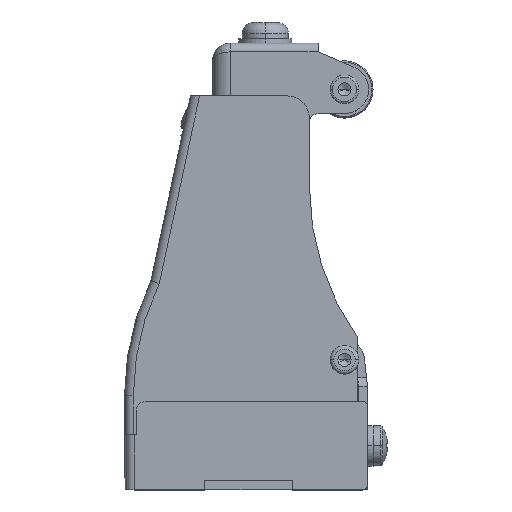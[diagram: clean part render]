
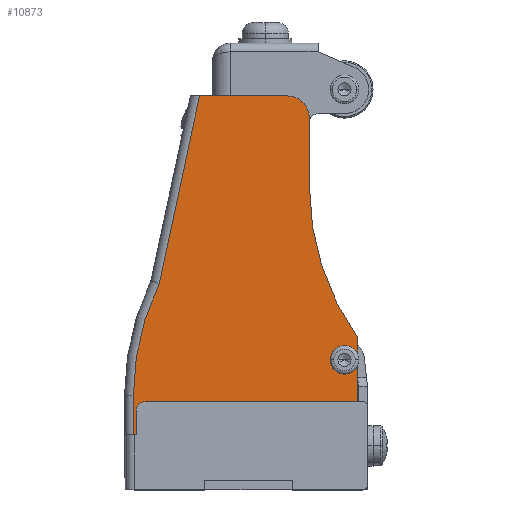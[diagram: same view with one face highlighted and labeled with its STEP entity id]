
A CAD part, top view. The second image highlights one B-rep face of the part: STEP entity #10873.
In plain terms, the highlighted planar face has unit normal (0, 0, 1).
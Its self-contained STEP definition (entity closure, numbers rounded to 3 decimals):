
#215 = CARTESIAN_POINT ( 'NONE',  ( 10., 0., 20. ) ) ;
#573 = CARTESIAN_POINT ( 'NONE',  ( 21., -77., 20. ) ) ;
#1096 = DIRECTION ( 'NONE',  ( 1., 0., 0. ) ) ;
#1367 = VECTOR ( 'NONE', #15079, 1000. ) ;
#1458 = DIRECTION ( 'NONE',  ( 1., 0., 0. ) ) ;
#1739 = EDGE_CURVE ( 'NONE', #16424, #10996, #7608, .T. ) ;
#1902 = LINE ( 'NONE', #215, #1367 ) ;
#2210 = FACE_OUTER_BOUND ( 'NONE', #7376, .T. ) ;
#2507 = CARTESIAN_POINT ( 'NONE',  ( -30., -77., 20. ) ) ;
#2578 = VECTOR ( 'NONE', #9486, 1000. ) ;
#2740 = VERTEX_POINT ( 'NONE', #12449 ) ;
#2778 = EDGE_CURVE ( 'NONE', #13592, #9329, #12754, .T. ) ;
#2811 = DIRECTION ( 'NONE',  ( 0., 0., 1. ) ) ;
#3081 = AXIS2_PLACEMENT_3D ( 'NONE', #4497, #2811, #1096 ) ;
#3155 = DIRECTION ( 'NONE',  ( 0., 0., 1. ) ) ;
#3168 = EDGE_CURVE ( 'NONE', #13983, #13592, #7966, .T. ) ;
#3240 = ORIENTED_EDGE ( 'NONE', *, *, #4740, .T. ) ;
#3259 = AXIS2_PLACEMENT_3D ( 'NONE', #10713, #9033, #7319 ) ;
#3317 = ORIENTED_EDGE ( 'NONE', *, *, #15600, .T. ) ;
#3356 = VERTEX_POINT ( 'NONE', #573 ) ;
#3460 = VECTOR ( 'NONE', #4237, 1000. ) ;
#3472 = CARTESIAN_POINT ( 'NONE',  ( -24.095, -42.657, 20. ) ) ;
#4108 = DIRECTION ( 'NONE',  ( 1., 0., 0. ) ) ;
#4237 = DIRECTION ( 'NONE',  ( 0., -1., 0. ) ) ;
#4266 = DIRECTION ( 'NONE',  ( 0., 1., 0. ) ) ;
#4331 = ORIENTED_EDGE ( 'NONE', *, *, #7578, .F. ) ;
#4497 = CARTESIAN_POINT ( 'NONE',  ( 28., -68.153, 20. ) ) ;
#4618 = ORIENTED_EDGE ( 'NONE', *, *, #1739, .T. ) ;
#4740 = EDGE_CURVE ( 'NONE', #9329, #15107, #12880, .T. ) ;
#5169 = CARTESIAN_POINT ( 'NONE',  ( -30., -68.153, 20. ) ) ;
#5438 = ORIENTED_EDGE ( 'NONE', *, *, #15696, .F. ) ;
#5456 = CARTESIAN_POINT ( 'NONE',  ( 5., 0., 20. ) ) ;
#5538 = EDGE_LOOP ( 'NONE', ( #4331, #5438 ) ) ;
#5799 = CARTESIAN_POINT ( 'NONE',  ( 21., -77., 20. ) ) ;
#5837 = AXIS2_PLACEMENT_3D ( 'NONE', #6547, #3155, #1458 ) ;
#5927 = CARTESIAN_POINT ( 'NONE',  ( -30., -77., 20. ) ) ;
#5955 = CARTESIAN_POINT ( 'NONE',  ( 21., -55., 20. ) ) ;
#6193 = PLANE ( 'NONE',  #3081 ) ;
#6547 = CARTESIAN_POINT ( 'NONE',  ( 18., -60., 20. ) ) ;
#6898 = VERTEX_POINT ( 'NONE', #16479 ) ;
#7028 = CIRCLE ( 'NONE', #3259, 2.55 ) ;
#7209 = EDGE_CURVE ( 'NONE', #10372, #2740, #13388, .T. ) ;
#7319 = DIRECTION ( 'NONE',  ( 1., 0., 0. ) ) ;
#7328 = DIRECTION ( 'NONE',  ( 1., 0., 0. ) ) ;
#7376 = EDGE_LOOP ( 'NONE', ( #8792, #10342, #11978, #3240, #3317, #4618, #14080, #8131, #10505 ) ) ;
#7475 = LINE ( 'NONE', #5799, #11704 ) ;
#7578 = EDGE_CURVE ( 'NONE', #9899, #6898, #7028, .T. ) ;
#7608 = LINE ( 'NONE', #5927, #3460 ) ;
#7641 = LINE ( 'NONE', #5955, #15458 ) ;
#7966 = CIRCLE ( 'NONE', #13206, 5. ) ;
#8131 = ORIENTED_EDGE ( 'NONE', *, *, #16373, .T. ) ;
#8372 = EDGE_CURVE ( 'NONE', #10996, #3356, #7475, .T. ) ;
#8792 = ORIENTED_EDGE ( 'NONE', *, *, #10847, .T. ) ;
#8863 = AXIS2_PLACEMENT_3D ( 'NONE', #13163, #11467, #9759 ) ;
#9033 = DIRECTION ( 'NONE',  ( 0., 0., 1. ) ) ;
#9040 = DIRECTION ( 'NONE',  ( 0., 0., 1. ) ) ;
#9191 = CARTESIAN_POINT ( 'NONE',  ( 10., -5., 20. ) ) ;
#9329 = VERTEX_POINT ( 'NONE', #11238 ) ;
#9359 = DIRECTION ( 'NONE',  ( -1., 0., 0. ) ) ;
#9486 = DIRECTION ( 'NONE',  ( -0.21, -0.978, 0. ) ) ;
#9759 = DIRECTION ( 'NONE',  ( 1., 0., 0. ) ) ;
#9899 = VERTEX_POINT ( 'NONE', #14242 ) ;
#10342 = ORIENTED_EDGE ( 'NONE', *, *, #3168, .T. ) ;
#10372 = VERTEX_POINT ( 'NONE', #15997 ) ;
#10505 = ORIENTED_EDGE ( 'NONE', *, *, #7209, .T. ) ;
#10646 = FACE_BOUND ( 'NONE', #5538, .T. ) ;
#10713 = CARTESIAN_POINT ( 'NONE',  ( 18., -60., 20. ) ) ;
#10723 = CARTESIAN_POINT ( 'NONE',  ( 28., -68.153, 20. ) ) ;
#10847 = EDGE_CURVE ( 'NONE', #2740, #13983, #1902, .T. ) ;
#10873 = ADVANCED_FACE ( 'NONE', ( #10646, #2210 ), #6193, .T. ) ;
#10996 = VERTEX_POINT ( 'NONE', #2507 ) ;
#11048 = CARTESIAN_POINT ( 'NONE',  ( -17., 0., 20. ) ) ;
#11173 = CARTESIAN_POINT ( 'NONE',  ( -24.044, -42.419, 20. ) ) ;
#11238 = CARTESIAN_POINT ( 'NONE',  ( -14.955, 0., 20. ) ) ;
#11467 = DIRECTION ( 'NONE',  ( 0., 0., -1. ) ) ;
#11662 = CIRCLE ( 'NONE', #15565, 58. ) ;
#11704 = VECTOR ( 'NONE', #4108, 1000. ) ;
#11752 = DIRECTION ( 'NONE',  ( 1., 0., 0. ) ) ;
#11816 = VECTOR ( 'NONE', #9359, 1000. ) ;
#11978 = ORIENTED_EDGE ( 'NONE', *, *, #2778, .T. ) ;
#12449 = CARTESIAN_POINT ( 'NONE',  ( 10., -20.373, 20. ) ) ;
#12754 = LINE ( 'NONE', #11048, #11816 ) ;
#12880 = LINE ( 'NONE', #11173, #2578 ) ;
#12924 = CIRCLE ( 'NONE', #5837, 2.55 ) ;
#13163 = CARTESIAN_POINT ( 'NONE',  ( 70., -20.373, 20. ) ) ;
#13206 = AXIS2_PLACEMENT_3D ( 'NONE', #15155, #13446, #11752 ) ;
#13388 = CIRCLE ( 'NONE', #8863, 60. ) ;
#13446 = DIRECTION ( 'NONE',  ( 0., 0., 1. ) ) ;
#13592 = VERTEX_POINT ( 'NONE', #5456 ) ;
#13983 = VERTEX_POINT ( 'NONE', #9191 ) ;
#14080 = ORIENTED_EDGE ( 'NONE', *, *, #8372, .T. ) ;
#14242 = CARTESIAN_POINT ( 'NONE',  ( 20.55, -60., 20. ) ) ;
#15079 = DIRECTION ( 'NONE',  ( 0., 1., 0. ) ) ;
#15107 = VERTEX_POINT ( 'NONE', #3472 ) ;
#15155 = CARTESIAN_POINT ( 'NONE',  ( 5., -5., 20. ) ) ;
#15458 = VECTOR ( 'NONE', #4266, 1000. ) ;
#15565 = AXIS2_PLACEMENT_3D ( 'NONE', #10723, #9040, #7328 ) ;
#15600 = EDGE_CURVE ( 'NONE', #15107, #16424, #11662, .T. ) ;
#15696 = EDGE_CURVE ( 'NONE', #6898, #9899, #12924, .T. ) ;
#15997 = CARTESIAN_POINT ( 'NONE',  ( 21., -55., 20. ) ) ;
#16373 = EDGE_CURVE ( 'NONE', #3356, #10372, #7641, .T. ) ;
#16424 = VERTEX_POINT ( 'NONE', #5169 ) ;
#16479 = CARTESIAN_POINT ( 'NONE',  ( 15.45, -60., 20. ) ) ;
